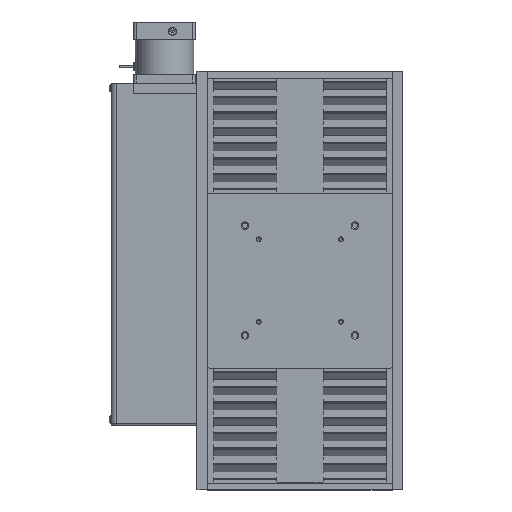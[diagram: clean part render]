
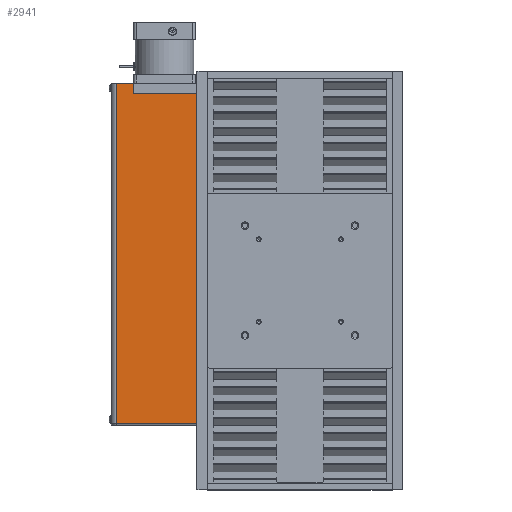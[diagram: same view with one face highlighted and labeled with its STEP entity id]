
A CAD part, top view. The second image highlights one B-rep face of the part: STEP entity #2941.
In plain terms, the highlighted planar face has unit normal (0, 0, 1).
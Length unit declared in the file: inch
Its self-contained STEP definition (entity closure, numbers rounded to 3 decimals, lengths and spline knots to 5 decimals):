
#86 = VECTOR ( 'NONE', #16631, 39.37008 ) ;
#330 = DIRECTION ( 'NONE',  ( 1., 0., 0. ) ) ;
#424 = DIRECTION ( 'NONE',  ( 0., -1., 0. ) ) ;
#775 = VERTEX_POINT ( 'NONE', #9316 ) ;
#1028 = EDGE_CURVE ( 'NONE', #4453, #2695, #10062, .T. ) ;
#1130 = DIRECTION ( 'NONE',  ( 1., 0., 0. ) ) ;
#1539 = EDGE_CURVE ( 'NONE', #7562, #775, #7362, .T. ) ;
#2067 = ORIENTED_EDGE ( 'NONE', *, *, #7713, .T. ) ;
#2523 = ORIENTED_EDGE ( 'NONE', *, *, #10553, .F. ) ;
#2695 = VERTEX_POINT ( 'NONE', #16060 ) ;
#2720 = DIRECTION ( 'NONE',  ( -1., 0., 0. ) ) ;
#2941 = ADVANCED_FACE ( 'NONE', ( #16796 ), #4105, .F. ) ;
#3032 = DIRECTION ( 'NONE',  ( 0., -1., 0. ) ) ;
#3362 = VECTOR ( 'NONE', #1130, 39.37008 ) ;
#3624 = CARTESIAN_POINT ( 'NONE',  ( -6.0625, -0.8075, 1.86 ) ) ;
#3674 = ORIENTED_EDGE ( 'NONE', *, *, #11220, .F. ) ;
#3834 = CARTESIAN_POINT ( 'NONE',  ( -6.688, -0.8075, 1.86 ) ) ;
#4105 = PLANE ( 'NONE',  #15056 ) ;
#4360 = CARTESIAN_POINT ( 'NONE',  ( -6.688, -0.4325, 1.86 ) ) ;
#4453 = VERTEX_POINT ( 'NONE', #11511 ) ;
#4640 = VERTEX_POINT ( 'NONE', #10737 ) ;
#5015 = CARTESIAN_POINT ( 'NONE',  ( -6.0625, -0.4325, 1.86 ) ) ;
#5331 = LINE ( 'NONE', #10975, #86 ) ;
#5481 = EDGE_CURVE ( 'NONE', #5772, #7562, #5331, .T. ) ;
#5772 = VERTEX_POINT ( 'NONE', #5015 ) ;
#7047 = CARTESIAN_POINT ( 'NONE',  ( -6.688, -0.4325, 1.86 ) ) ;
#7362 = LINE ( 'NONE', #13004, #14721 ) ;
#7451 = LINE ( 'NONE', #13099, #12097 ) ;
#7558 = VECTOR ( 'NONE', #10011, 39.37008 ) ;
#7562 = VERTEX_POINT ( 'NONE', #3624 ) ;
#7713 = EDGE_CURVE ( 'NONE', #4640, #2695, #8154, .T. ) ;
#8154 = LINE ( 'NONE', #13800, #3362 ) ;
#9165 = EDGE_LOOP ( 'NONE', ( #12752, #14241, #2523, #15877, #2067, #11705, #3674 ) ) ;
#9316 = CARTESIAN_POINT ( 'NONE',  ( -3.7655, -0.8075, 1.86 ) ) ;
#9470 = DIRECTION ( 'NONE',  ( 1., 0., 0. ) ) ;
#9749 = CARTESIAN_POINT ( 'NONE',  ( -6.688, 1.5846, 1.86 ) ) ;
#10011 = DIRECTION ( 'NONE',  ( 1., 0., 0. ) ) ;
#10021 = VECTOR ( 'NONE', #3032, 39.37008 ) ;
#10062 = LINE ( 'NONE', #15715, #10021 ) ;
#10553 = EDGE_CURVE ( 'NONE', #17292, #5772, #17069, .T. ) ;
#10737 = CARTESIAN_POINT ( 'NONE',  ( -6.688, -12.8383, 1.86 ) ) ;
#10975 = CARTESIAN_POINT ( 'NONE',  ( -6.0625, 1.5846, 1.86 ) ) ;
#11220 = EDGE_CURVE ( 'NONE', #775, #4453, #16526, .T. ) ;
#11511 = CARTESIAN_POINT ( 'NONE',  ( -3.75, -0.8075, 1.86 ) ) ;
#11705 = ORIENTED_EDGE ( 'NONE', *, *, #1028, .F. ) ;
#12097 = VECTOR ( 'NONE', #424, 39.37008 ) ;
#12752 = ORIENTED_EDGE ( 'NONE', *, *, #1539, .F. ) ;
#13004 = CARTESIAN_POINT ( 'NONE',  ( -6.688, -0.8075, 1.86 ) ) ;
#13099 = CARTESIAN_POINT ( 'NONE',  ( -6.688, 1.5846, 1.86 ) ) ;
#13800 = CARTESIAN_POINT ( 'NONE',  ( -6.688, -12.8383, 1.86 ) ) ;
#14241 = ORIENTED_EDGE ( 'NONE', *, *, #5481, .F. ) ;
#14721 = VECTOR ( 'NONE', #330, 39.37008 ) ;
#15056 = AXIS2_PLACEMENT_3D ( 'NONE', #9749, #15402, #2720 ) ;
#15402 = DIRECTION ( 'NONE',  ( 0., 0., -1. ) ) ;
#15715 = CARTESIAN_POINT ( 'NONE',  ( -3.75, -2.3683, 1.86 ) ) ;
#15877 = ORIENTED_EDGE ( 'NONE', *, *, #17064, .T. ) ;
#16060 = CARTESIAN_POINT ( 'NONE',  ( -3.75, -12.8383, 1.86 ) ) ;
#16122 = VECTOR ( 'NONE', #9470, 39.37008 ) ;
#16526 = LINE ( 'NONE', #3834, #16122 ) ;
#16631 = DIRECTION ( 'NONE',  ( 0., -1., 0. ) ) ;
#16796 = FACE_OUTER_BOUND ( 'NONE', #9165, .T. ) ;
#17064 = EDGE_CURVE ( 'NONE', #17292, #4640, #7451, .T. ) ;
#17069 = LINE ( 'NONE', #4360, #7558 ) ;
#17292 = VERTEX_POINT ( 'NONE', #7047 ) ;
